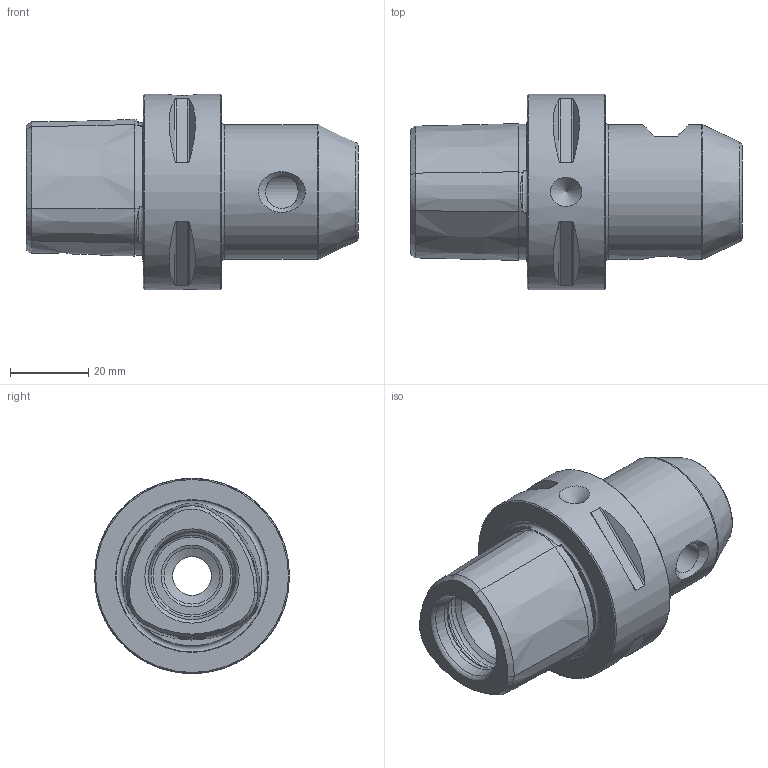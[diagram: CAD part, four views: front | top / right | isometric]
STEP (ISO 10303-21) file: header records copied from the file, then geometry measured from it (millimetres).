
FILE_DESCRIPTION( ( 'Unknown' ), '1' );
FILE_NAME( '280531020-C.stp', 'Unknown', ( 'Unknown' ), ( 'Unknown' ), 'PSStep 15.0.49', 'Unknown', ' ' );
FILE_SCHEMA( ( 'AUTOMOTIVE_DESIGN { 1 0 10303 214 1 1 1 1 }' ) );
Length unit declared in the file: millimetre
Products named in the file (1): 1
Bounding box: 85 x 50 x 50 mm (x, y, z)
Volume: 80100.5 mm3; surface area: 17479.8 mm2
Topology: 1 solids, 1 shells, 96 faces, 238 edges, 148 vertices
Faces by surface type: cone 44, plane 23, cylinder 20, torus 9
Full cylindrical faces by diameter (mm): 4 x1, 6.1 x2, 8.376 x1, 10 x1, 14.376 x2, 21 x2, 24 x1, 34.5 x1, 50 x1
Entity records: 3873 total; most frequent: CARTESIAN_POINT 1130, DIRECTION 406, ORIENTED_EDGE 352, AXIS2_PLACEMENT_3D 177, EDGE_CURVE 176, EDGE_LOOP 145, VERTEX_POINT 128, FACE_OUTER_BOUND 117
